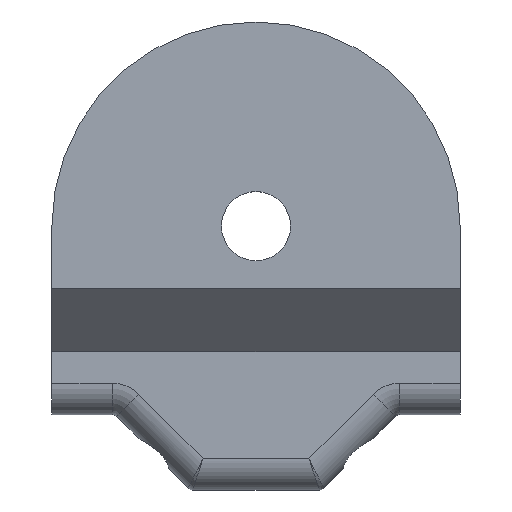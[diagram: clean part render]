
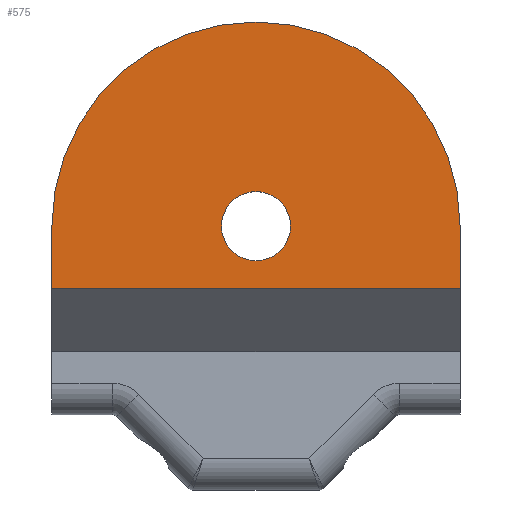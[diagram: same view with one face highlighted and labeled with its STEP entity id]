
A CAD part, top view. The second image highlights one B-rep face of the part: STEP entity #575.
In plain terms, the highlighted planar face has unit normal (0, 0, 1).
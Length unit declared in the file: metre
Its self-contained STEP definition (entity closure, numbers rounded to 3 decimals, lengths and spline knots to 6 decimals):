
#47=CIRCLE('',#620,0.00275);
#56=CIRCLE('',#633,0.01625);
#100=ORIENTED_EDGE('',*,*,#254,.F.);
#101=ORIENTED_EDGE('',*,*,#266,.T.);
#102=ORIENTED_EDGE('',*,*,#261,.T.);
#103=ORIENTED_EDGE('',*,*,#260,.T.);
#104=ORIENTED_EDGE('',*,*,#243,.T.);
#243=EDGE_CURVE('',#327,#327,#47,.T.);
#254=EDGE_CURVE('',#338,#339,#383,.T.);
#260=EDGE_CURVE('',#342,#339,#56,.T.);
#261=EDGE_CURVE('',#344,#342,#387,.T.);
#266=EDGE_CURVE('',#338,#344,#391,.T.);
#327=VERTEX_POINT('',#849);
#338=VERTEX_POINT('',#873);
#339=VERTEX_POINT('',#875);
#342=VERTEX_POINT('',#883);
#344=VERTEX_POINT('',#889);
#383=LINE('',#874,#429);
#387=LINE('',#888,#433);
#391=LINE('',#898,#437);
#429=VECTOR('',#712,1.);
#433=VECTOR('',#726,1.);
#437=VECTOR('',#734,1.);
#474=EDGE_LOOP('',(#100,#101,#102,#103));
#475=EDGE_LOOP('',(#104));
#516=FACE_BOUND('',#474,.T.);
#517=FACE_BOUND('',#475,.T.);
#555=PLANE('',#636);
#575=ADVANCED_FACE('',(#516,#517),#555,.F.);
#620=AXIS2_PLACEMENT_3D('',#848,#688,#689);
#633=AXIS2_PLACEMENT_3D('',#886,#722,#723);
#636=AXIS2_PLACEMENT_3D('',#897,#732,#733);
#688=DIRECTION('',(0.,0.,-1.));
#689=DIRECTION('',(-1.,0.,0.));
#712=DIRECTION('',(0.,1.,0.));
#722=DIRECTION('',(0.,0.,1.));
#723=DIRECTION('',(-1.,0.,0.));
#726=DIRECTION('',(0.,1.,0.));
#732=DIRECTION('',(0.,0.,-1.));
#733=DIRECTION('',(1.,0.,0.));
#734=DIRECTION('',(1.,0.,0.));
#848=CARTESIAN_POINT('',(-0.01375,-0.01,0.005));
#849=CARTESIAN_POINT('',(-0.0165,-0.01,0.005));
#873=CARTESIAN_POINT('',(-0.03,-0.015,0.005));
#874=CARTESIAN_POINT('',(-0.03,-0.015,0.005));
#875=CARTESIAN_POINT('',(-0.03,-0.01,0.005));
#883=CARTESIAN_POINT('',(0.0025,-0.01,0.005));
#886=CARTESIAN_POINT('',(-0.01375,-0.01,0.005));
#888=CARTESIAN_POINT('',(0.0025,-0.015,0.005));
#889=CARTESIAN_POINT('',(0.0025,-0.015,0.005));
#897=CARTESIAN_POINT('',(-0.01375,-0.011125,0.005));
#898=CARTESIAN_POINT('',(-0.01375,-0.015,0.005));
